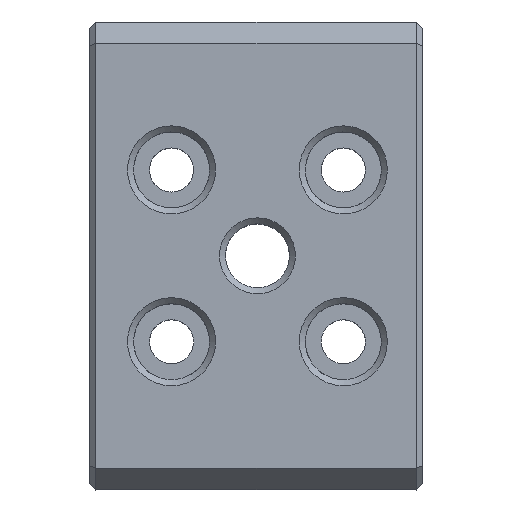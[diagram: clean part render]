
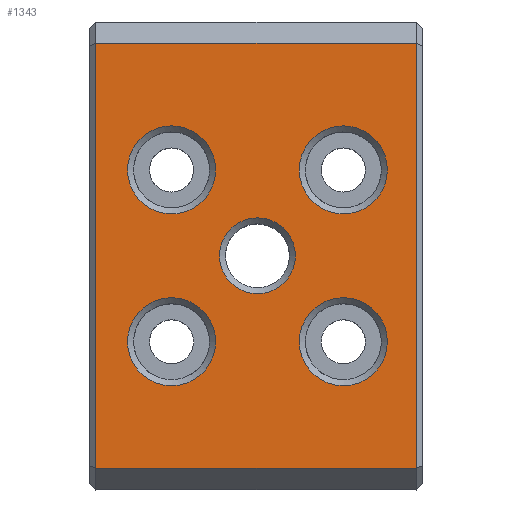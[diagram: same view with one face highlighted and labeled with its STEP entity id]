
A CAD part, top view. The second image highlights one B-rep face of the part: STEP entity #1343.
In plain terms, the highlighted planar face has unit normal (0, 0, 1).
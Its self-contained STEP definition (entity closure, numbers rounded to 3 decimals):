
#21=FACE_BOUND('',#308,.T.);
#22=FACE_BOUND('',#309,.T.);
#23=FACE_BOUND('',#310,.T.);
#24=FACE_BOUND('',#311,.T.);
#25=FACE_BOUND('',#312,.T.);
#89=CIRCLE('',#1395,2.9);
#90=CIRCLE('',#1397,2.9);
#91=CIRCLE('',#1399,2.5);
#92=CIRCLE('',#1401,2.9);
#93=CIRCLE('',#1403,2.9);
#224=FACE_OUTER_BOUND('',#307,.T.);
#307=EDGE_LOOP('',(#1167,#1168,#1169,#1170));
#308=EDGE_LOOP('',(#1171));
#309=EDGE_LOOP('',(#1172));
#310=EDGE_LOOP('',(#1173));
#311=EDGE_LOOP('',(#1174));
#312=EDGE_LOOP('',(#1175));
#404=LINE('',#2700,#513);
#413=LINE('',#2714,#522);
#429=LINE('',#2748,#538);
#430=LINE('',#2749,#539);
#513=VECTOR('',#1751,10.);
#522=VECTOR('',#1770,10.);
#538=VECTOR('',#1810,10.);
#539=VECTOR('',#1811,10.);
#549=VERTEX_POINT('',#1841);
#551=VERTEX_POINT('',#1846);
#568=VERTEX_POINT('',#1884);
#570=VERTEX_POINT('',#1890);
#599=VERTEX_POINT('',#2099);
#602=VERTEX_POINT('',#2141);
#605=VERTEX_POINT('',#2183);
#608=VERTEX_POINT('',#2225);
#611=VERTEX_POINT('',#2267);
#728=EDGE_CURVE('',#599,#599,#89,.T.);
#732=EDGE_CURVE('',#602,#602,#90,.T.);
#736=EDGE_CURVE('',#605,#605,#91,.T.);
#740=EDGE_CURVE('',#608,#608,#92,.T.);
#744=EDGE_CURVE('',#611,#611,#93,.T.);
#824=EDGE_CURVE('',#549,#551,#404,.T.);
#833=EDGE_CURVE('',#570,#568,#413,.T.);
#849=EDGE_CURVE('',#549,#568,#429,.T.);
#850=EDGE_CURVE('',#570,#551,#430,.T.);
#1167=ORIENTED_EDGE('',*,*,#849,.F.);
#1168=ORIENTED_EDGE('',*,*,#824,.T.);
#1169=ORIENTED_EDGE('',*,*,#850,.F.);
#1170=ORIENTED_EDGE('',*,*,#833,.T.);
#1171=ORIENTED_EDGE('',*,*,#732,.T.);
#1172=ORIENTED_EDGE('',*,*,#728,.T.);
#1173=ORIENTED_EDGE('',*,*,#736,.T.);
#1174=ORIENTED_EDGE('',*,*,#740,.T.);
#1175=ORIENTED_EDGE('',*,*,#744,.T.);
#1266=PLANE('',#1476);
#1343=ADVANCED_FACE('',(#224,#21,#22,#23,#24,#25),#1266,.T.);
#1395=AXIS2_PLACEMENT_3D('',#2100,#1585,#1586);
#1397=AXIS2_PLACEMENT_3D('',#2142,#1590,#1591);
#1399=AXIS2_PLACEMENT_3D('',#2184,#1595,#1596);
#1401=AXIS2_PLACEMENT_3D('',#2226,#1600,#1601);
#1403=AXIS2_PLACEMENT_3D('',#2268,#1605,#1606);
#1476=AXIS2_PLACEMENT_3D('',#2747,#1808,#1809);
#1585=DIRECTION('center_axis',(0.,0.,-1.));
#1586=DIRECTION('ref_axis',(1.,0.,0.));
#1590=DIRECTION('center_axis',(0.,0.,-1.));
#1591=DIRECTION('ref_axis',(1.,0.,0.));
#1595=DIRECTION('center_axis',(0.,0.,-1.));
#1596=DIRECTION('ref_axis',(1.,0.,0.));
#1600=DIRECTION('center_axis',(0.,0.,-1.));
#1601=DIRECTION('ref_axis',(1.,0.,0.));
#1605=DIRECTION('center_axis',(0.,0.,-1.));
#1606=DIRECTION('ref_axis',(1.,0.,0.));
#1751=DIRECTION('',(0.,1.,0.));
#1770=DIRECTION('',(0.,-1.,0.));
#1808=DIRECTION('center_axis',(0.,0.,1.));
#1809=DIRECTION('ref_axis',(1.,0.,0.));
#1810=DIRECTION('',(-1.,0.,0.));
#1811=DIRECTION('',(1.,0.,0.));
#1841=CARTESIAN_POINT('',(10.545,-14.,6.603));
#1846=CARTESIAN_POINT('',(10.545,14.,6.603));
#1884=CARTESIAN_POINT('',(-10.545,-14.,6.603));
#1890=CARTESIAN_POINT('',(-10.545,14.,6.603));
#2099=CARTESIAN_POINT('',(-8.462,5.657,6.603));
#2100=CARTESIAN_POINT('Origin',(-5.562,5.657,6.603));
#2141=CARTESIAN_POINT('',(-8.462,-5.657,6.603));
#2142=CARTESIAN_POINT('Origin',(-5.562,-5.657,6.603));
#2183=CARTESIAN_POINT('',(-2.405,0.,6.603));
#2184=CARTESIAN_POINT('Origin',(0.095,0.,
6.603));
#2225=CARTESIAN_POINT('',(2.852,-5.657,6.603));
#2226=CARTESIAN_POINT('Origin',(5.752,-5.657,6.603));
#2267=CARTESIAN_POINT('',(2.852,5.657,6.603));
#2268=CARTESIAN_POINT('Origin',(5.752,5.657,6.603));
#2700=CARTESIAN_POINT('',(10.545,-0.283,6.603));
#2714=CARTESIAN_POINT('',(-10.545,-0.283,6.603));
#2747=CARTESIAN_POINT('Origin',(0.061,-0.04,
6.603));
#2748=CARTESIAN_POINT('',(0.303,-14.,6.603));
#2749=CARTESIAN_POINT('',(0.303,14.,6.603));
